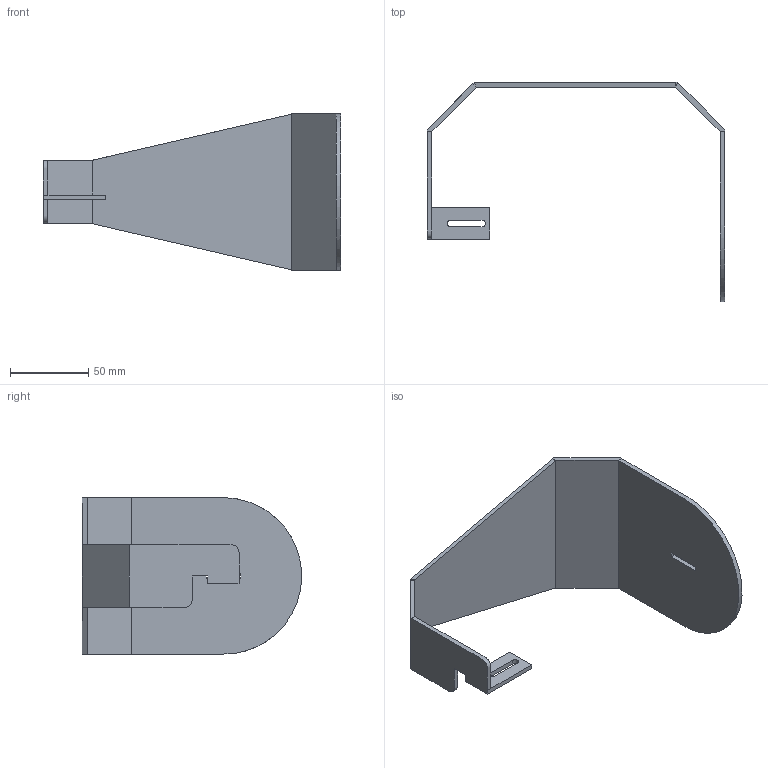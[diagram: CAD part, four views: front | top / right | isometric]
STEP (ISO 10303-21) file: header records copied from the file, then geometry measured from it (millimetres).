
FILE_DESCRIPTION(/* description */ (''),/* implementation_level */ '2;1');
FILE_NAME(/* name */ '护手_0~2',/* time_stamp */ '2025-06-08T21:49:26+08:00',/* author */ (''),/* organization */ (''),/* preprocessor_version */ 'ST-DEVELOPER v16.5',/* originating_system */ '',/* authorisation */ '');
FILE_SCHEMA (('CONFIG_CONTROL_DESIGN'));
Length unit declared in the file: millimetre
Products named in the file (1): Document
Bounding box: 190 x 139.94 x 100 mm (x, y, z)
Volume: 82413.3 mm3; surface area: 58100.3 mm2
Topology: 1 solids, 1 shells, 41 faces, 104 edges, 57 vertices
Faces by surface type: plane 28, bspline 11, cylinder 2
Entity records: 1151 total; most frequent: CARTESIAN_POINT 440, ORIENTED_EDGE 192, EDGE_CURVE 96, VERTEX_POINT 57, B_SPLINE_CURVE_WITH_KNOTS 53, EDGE_LOOP 45, ADVANCED_FACE 41, FACE_OUTER_BOUND 41
